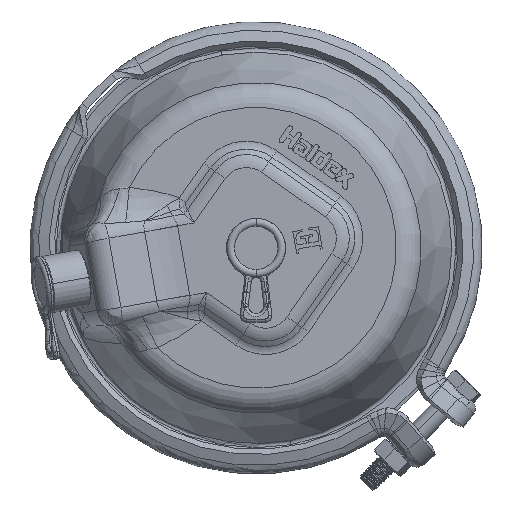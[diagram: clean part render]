
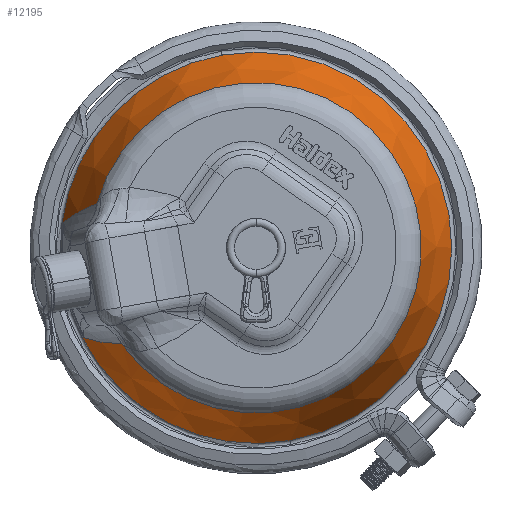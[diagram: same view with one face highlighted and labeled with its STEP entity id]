
A CAD part, left-side view. The second image highlights one B-rep face of the part: STEP entity #12195.
In plain terms, the highlighted conical face has half-angle 21.545 degrees and reference radius 69.409 mm.
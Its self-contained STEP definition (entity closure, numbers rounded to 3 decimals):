
#1281=CARTESIAN_POINT('',(-27.398,-57.33,
33.167));
#2964=CARTESIAN_POINT('',(27.398,-57.33,33.167));
#2965=CARTESIAN_POINT('',(27.245,-58.105,31.563));
#2966=CARTESIAN_POINT('',(26.918,-59.612,28.448));
#2967=CARTESIAN_POINT('',(26.371,-61.749,24.05));
#2968=CARTESIAN_POINT('',(25.775,-63.751,19.945));
#2969=CARTESIAN_POINT('',(25.142,-65.598,16.179));
#2970=CARTESIAN_POINT('',(24.491,-67.264,12.802));
#2971=CARTESIAN_POINT('',(23.836,-68.747,9.816));
#2972=CARTESIAN_POINT('',(23.176,-70.078,7.158));
#2973=CARTESIAN_POINT('',(22.733,-70.877,5.578));
#2974=CARTESIAN_POINT('',(22.512,-71.253,4.839));
#3022=CARTESIAN_POINT('',(0.,0.,3.441));
#3023=DIRECTION('',(0.,0.,-1.));
#3024=DIRECTION('',(-0.293,-0.956,0.));
#3025=AXIS2_PLACEMENT_3D('',#3022,#3023,#3024);
#3030=CARTESIAN_POINT('',(0.,0.,3.441));
#3031=DIRECTION('',(0.,0.,-1.));
#3032=DIRECTION('',(-1.,0.,0.));
#3033=AXIS2_PLACEMENT_3D('',#3030,#3031,#3032);
#3038=CARTESIAN_POINT('',(0.,0.,3.441));
#3039=DIRECTION('',(0.,0.,-1.));
#3040=DIRECTION('',(1.,0.,0.));
#3041=AXIS2_PLACEMENT_3D('',#3038,#3039,#3040);
#3046=CARTESIAN_POINT('',(22.069,-71.969,3.441));
#3047=CARTESIAN_POINT('',(22.143,-71.853,3.667));
#3048=CARTESIAN_POINT('',(22.291,-71.617,4.127));
#3049=CARTESIAN_POINT('',(22.439,-71.375,4.599));
#3050=CARTESIAN_POINT('',(22.512,-71.253,4.839));
#3055=CARTESIAN_POINT('',(0.,0.,33.167));
#3056=DIRECTION('',(0.,0.,1.));
#3057=DIRECTION('',(0.431,-0.902,0.));
#3058=AXIS2_PLACEMENT_3D('',#3055,#3056,#3057);
#3063=CARTESIAN_POINT('',(-22.512,-71.253,
4.839));
#3064=CARTESIAN_POINT('',(-22.439,-71.375,
4.599));
#3065=CARTESIAN_POINT('',(-22.291,-71.617,
4.127));
#3066=CARTESIAN_POINT('',(-22.143,-71.853,
3.667));
#3067=CARTESIAN_POINT('',(-22.069,-71.969,
3.441));
#3126=CARTESIAN_POINT('',(-22.512,-71.253,
4.839));
#3127=CARTESIAN_POINT('',(-22.764,-70.824,
5.683));
#3128=CARTESIAN_POINT('',(-23.271,-69.903,
7.505));
#3129=CARTESIAN_POINT('',(-24.024,-68.348,
10.617));
#3130=CARTESIAN_POINT('',(-24.77,-66.587,
14.17));
#3131=CARTESIAN_POINT('',(-25.506,-64.579,
18.253));
#3132=CARTESIAN_POINT('',(-26.207,-62.346,
22.823));
#3133=CARTESIAN_POINT('',(-26.845,-59.935,
27.783));
#3134=CARTESIAN_POINT('',(-27.222,-58.217,
31.331));
#3135=CARTESIAN_POINT('',(-27.398,-57.33,
33.167));
#8145=CARTESIAN_POINT('',(-22.069,-71.969,
3.441));
#8146=CARTESIAN_POINT('',(-75.277,0.,3.441));
#8147=VERTEX_POINT('',#8145);
#8148=VERTEX_POINT('',#8146);
#8149=CARTESIAN_POINT('',(75.277,0.,3.441));
#8150=CARTESIAN_POINT('',(22.069,-71.969,3.441));
#8151=VERTEX_POINT('',#8149);
#8152=VERTEX_POINT('',#8150);
#8219=VERTEX_POINT('',#1281);
#8228=CARTESIAN_POINT('',(27.398,-57.33,33.167));
#8229=VERTEX_POINT('',#8228);
#8239=CARTESIAN_POINT('',(-22.512,-71.253,
4.839));
#8240=CARTESIAN_POINT('',(22.512,-71.253,4.839));
#8241=VERTEX_POINT('',#8239);
#8242=VERTEX_POINT('',#8240);
#12174=CARTESIAN_POINT('',(0.,0.,18.304));
#12175=DIRECTION('',(0.,0.,-1.));
#12176=DIRECTION('',(0.,-1.,0.));
#12177=AXIS2_PLACEMENT_3D('',#12174,#12175,#12176);
#12178=CONICAL_SURFACE('',#12177,69.409,21.545);
#12180=ORIENTED_EDGE('',*,*,#12179,.T.);
#12182=ORIENTED_EDGE('',*,*,#12181,.T.);
#12184=ORIENTED_EDGE('',*,*,#12183,.T.);
#12186=ORIENTED_EDGE('',*,*,#12185,.T.);
#12187=ORIENTED_EDGE('',*,*,#12161,.F.);
#12188=ORIENTED_EDGE('',*,*,#9908,.T.);
#12190=ORIENTED_EDGE('',*,*,#12189,.F.);
#12192=ORIENTED_EDGE('',*,*,#12191,.T.);
#12193=EDGE_LOOP('',(#12180,#12182,#12184,#12186,#12187,#12188,#12190,#12192));
#12194=FACE_OUTER_BOUND('',#12193,.F.);
#2975=B_SPLINE_CURVE_WITH_KNOTS('',3,(#2964,#2965,#2966,#2967,#2968,#2969,#2970,
#2971,#2972,#2973,#2974),.UNSPECIFIED.,.F.,.F.,(4,1,1,1,1,1,1,1,4),(0.,
0.125,0.25,0.375,0.5,0.625,0.75,0.875,1.),.UNSPECIFIED.);
#3026=CIRCLE('',#3025,75.277);
#3034=CIRCLE('',#3033,75.277);
#3042=CIRCLE('',#3041,75.277);
#3051=B_SPLINE_CURVE_WITH_KNOTS('',3,(#3046,#3047,#3048,#3049,#3050),
.UNSPECIFIED.,.F.,.F.,(4,1,4),(0.,0.5,1.),.UNSPECIFIED.);
#3059=CIRCLE('',#3058,63.54);
#3068=B_SPLINE_CURVE_WITH_KNOTS('',3,(#3063,#3064,#3065,#3066,#3067),
.UNSPECIFIED.,.F.,.F.,(4,1,4),(0.,0.5,1.),.UNSPECIFIED.);
#3136=B_SPLINE_CURVE_WITH_KNOTS('',3,(#3126,#3127,#3128,#3129,#3130,#3131,#3132,
#3133,#3134,#3135),.UNSPECIFIED.,.F.,.F.,(4,1,1,1,1,1,1,4),(0.,
0.143,0.286,0.429,0.571,
0.714,0.857,1.),.UNSPECIFIED.);
#9908=EDGE_CURVE('',#8229,#8219,#3059,.T.);
#12161=EDGE_CURVE('',#8229,#8242,#2975,.T.);
#12179=EDGE_CURVE('',#8147,#8148,#3026,.T.);
#12181=EDGE_CURVE('',#8148,#8151,#3034,.T.);
#12183=EDGE_CURVE('',#8151,#8152,#3042,.T.);
#12185=EDGE_CURVE('',#8152,#8242,#3051,.T.);
#12189=EDGE_CURVE('',#8241,#8219,#3136,.T.);
#12191=EDGE_CURVE('',#8241,#8147,#3068,.T.);
#12195=ADVANCED_FACE('',(#12194),#12178,.T.);
